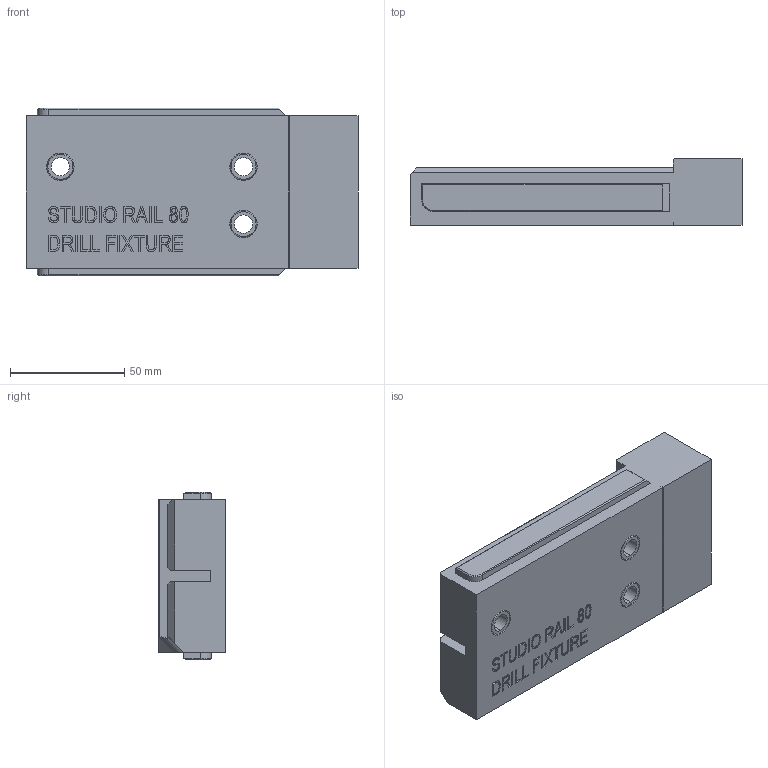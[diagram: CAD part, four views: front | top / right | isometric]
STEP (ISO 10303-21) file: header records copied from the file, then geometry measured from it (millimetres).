
FILE_DESCRIPTION (( 'STEP AP203' ), '1' );
FILE_NAME ('T85260.STEP', '2018-09-25T07:40:20', ( '' ), ( '' ), 'SwSTEP 2.0', 'SolidWorks 2016', '' );
FILE_SCHEMA (( 'CONFIG_CONTROL_DESIGN' ));
Length unit declared in the file: millimetre
Products named in the file (3): T85260; TH2304; S3313
Assembly tree (4 placements, depth 2):
  T85260
    TH2304
    S3313  x3
Bounding box: 145 x 29 x 73.2 mm (x, y, z)
Volume: 238358.7 mm3; surface area: 42353.5 mm2
Topology: 4 solids, 4 shells, 372 faces, 967 edges, 638 vertices
Faces by surface type: plane 235, bspline 99, cylinder 24, cone 14
Entity records: 16242 total; most frequent: CARTESIAN_POINT 7811, ORIENTED_EDGE 1854, DIRECTION 1281, EDGE_CURVE 927, LINE 689, VECTOR 689, VERTEX_POINT 614, EDGE_LOOP 395
